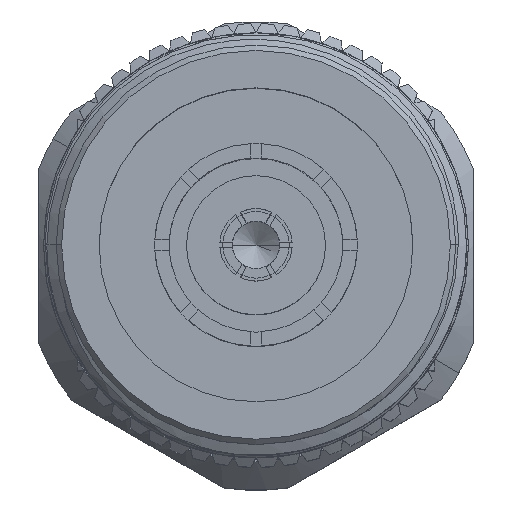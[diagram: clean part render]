
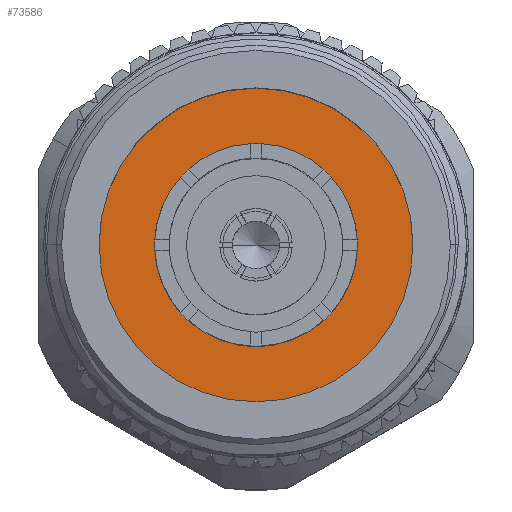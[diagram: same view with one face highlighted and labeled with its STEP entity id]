
A CAD part, top view. The second image highlights one B-rep face of the part: STEP entity #73586.
In plain terms, the highlighted face is planar.
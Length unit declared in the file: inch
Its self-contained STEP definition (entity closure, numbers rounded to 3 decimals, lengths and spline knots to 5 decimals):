
#36 = CARTESIAN_POINT ( 'NONE',  ( 0.46072, 0., -0.1895 ) ) ;
#2697 = EDGE_LOOP ( 'NONE', ( #85954, #74497 ) ) ;
#3756 = DIRECTION ( 'NONE',  ( -1., 0., 0. ) ) ;
#6611 = ORIENTED_EDGE ( 'NONE', *, *, #59236, .T. ) ;
#9724 = VERTEX_POINT ( 'NONE', #80330 ) ;
#10158 = AXIS2_PLACEMENT_3D ( 'NONE', #76546, #70025, #32946 ) ;
#12632 = DIRECTION ( 'NONE',  ( 0., 0., 1. ) ) ;
#13959 = CARTESIAN_POINT ( 'NONE',  ( 0.46072, 0., 0. ) ) ;
#21819 = CARTESIAN_POINT ( 'NONE',  ( 0.46072, 0., -0.29348 ) ) ;
#22123 = DIRECTION ( 'NONE',  ( 0., 0., 1. ) ) ;
#22826 = VERTEX_POINT ( 'NONE', #64248 ) ;
#23026 = EDGE_CURVE ( 'NONE', #55403, #22826, #23409, .T. ) ;
#23354 = EDGE_CURVE ( 'NONE', #9724, #55467, #33815, .T. ) ;
#23409 = CIRCLE ( 'NONE', #75310, 0.1895 ) ;
#25619 = EDGE_CURVE ( 'NONE', #22826, #55403, #41285, .T. ) ;
#26569 = CARTESIAN_POINT ( 'NONE',  ( 0.46072, 0., 0. ) ) ;
#28829 = FACE_BOUND ( 'NONE', #2697, .T. ) ;
#29208 = AXIS2_PLACEMENT_3D ( 'NONE', #59942, #3756, #66895 ) ;
#32175 = DIRECTION ( 'NONE',  ( -1., 0., 0. ) ) ;
#32946 = DIRECTION ( 'NONE',  ( 0., 0., 1. ) ) ;
#33815 = CIRCLE ( 'NONE', #76750, 0.29348 ) ;
#41285 = CIRCLE ( 'NONE', #10158, 0.1895 ) ;
#43652 = DIRECTION ( 'NONE',  ( 0., 0., 1. ) ) ;
#48798 = PLANE ( 'NONE',  #76978 ) ;
#49927 = CIRCLE ( 'NONE', #29208, 0.29348 ) ;
#50151 = DIRECTION ( 'NONE',  ( -1., 0., 0. ) ) ;
#55403 = VERTEX_POINT ( 'NONE', #36 ) ;
#55467 = VERTEX_POINT ( 'NONE', #21819 ) ;
#57107 = FACE_OUTER_BOUND ( 'NONE', #72371, .T. ) ;
#59236 = EDGE_CURVE ( 'NONE', #55467, #9724, #49927, .T. ) ;
#59942 = CARTESIAN_POINT ( 'NONE',  ( 0.46072, 0., 0. ) ) ;
#64248 = CARTESIAN_POINT ( 'NONE',  ( 0.46072, 0., 0.1895 ) ) ;
#66895 = DIRECTION ( 'NONE',  ( 0., 0., 1. ) ) ;
#70025 = DIRECTION ( 'NONE',  ( -1., 0., 0. ) ) ;
#71770 = DIRECTION ( 'NONE',  ( -1., 0., 0. ) ) ;
#72371 = EDGE_LOOP ( 'NONE', ( #74215, #6611 ) ) ;
#73586 = ADVANCED_FACE ( 'NONE', ( #28829, #57107 ), #48798, .T. ) ;
#74215 = ORIENTED_EDGE ( 'NONE', *, *, #23354, .T. ) ;
#74497 = ORIENTED_EDGE ( 'NONE', *, *, #25619, .F. ) ;
#75310 = AXIS2_PLACEMENT_3D ( 'NONE', #26569, #32175, #12632 ) ;
#76546 = CARTESIAN_POINT ( 'NONE',  ( 0.46072, 0., 0. ) ) ;
#76750 = AXIS2_PLACEMENT_3D ( 'NONE', #77843, #71770, #22123 ) ;
#76978 = AXIS2_PLACEMENT_3D ( 'NONE', #13959, #50151, #43652 ) ;
#77843 = CARTESIAN_POINT ( 'NONE',  ( 0.46072, 0., 0. ) ) ;
#80330 = CARTESIAN_POINT ( 'NONE',  ( 0.46072, 0., 0.29348 ) ) ;
#85954 = ORIENTED_EDGE ( 'NONE', *, *, #23026, .F. ) ;
